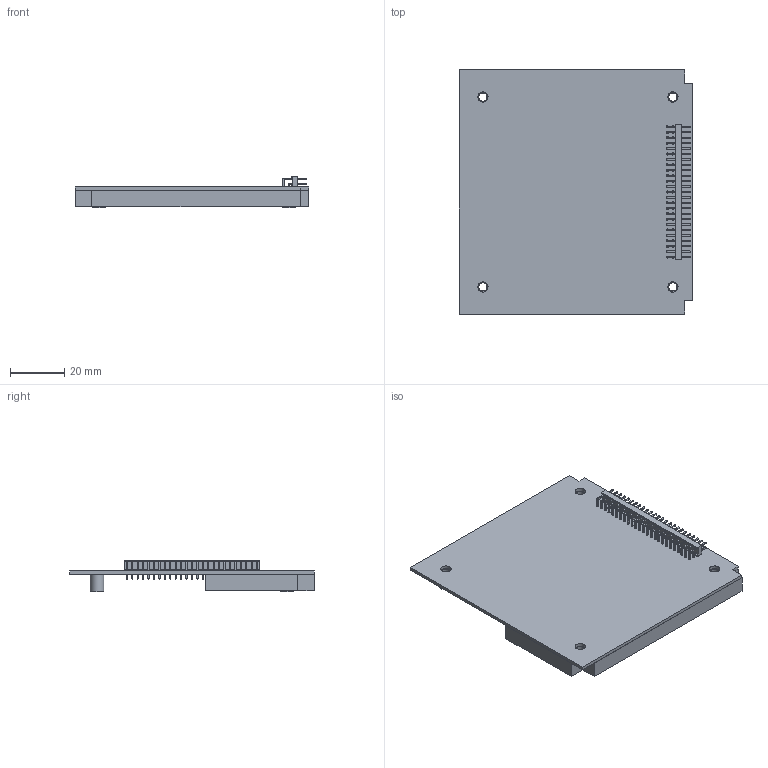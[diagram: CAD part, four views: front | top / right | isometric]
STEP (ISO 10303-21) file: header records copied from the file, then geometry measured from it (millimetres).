
FILE_DESCRIPTION(/* description */ (''),/* implementation_level */ '2;1');
FILE_NAME(/* name */ 'B4_OBC v3.step',/* time_stamp */ '2021-05-20T07:28:34+09:00',/* author */ (''),/* organization */ (''),/* preprocessor_version */ 'ST-DEVELOPER v18.1',/* originating_system */ 'Autodesk Translation Framework v10.6.0.1341',/* authorisation */ '');
FILE_SCHEMA (('AUTOMOTIVE_DESIGN { 1 0 10303 214 3 1 1 }'));
Length unit declared in the file: millimetre
Products named in the file (10): B4_OBC; B3_internal_board; B3_50pinL; RF_Shield; set5 v2; SPX_5; 6.5set; SPX_15; 0.5set; SPX_15_1
Assembly tree (12 placements, depth 3):
  B4_OBC
    B3_internal_board
    B3_50pinL
    RF_Shield
    set5 v2
      SPX_5  x2
    6.5set
      SPX_15  x2
    0.5set
      SPX_15_1  x2
Bounding box: 86 x 90 x 11.7 mm (x, y, z)
Volume: 14511.1 mm3; surface area: 27395 mm2
Topology: 9 solids, 9 shells, 1083 faces, 2392 edges, 1428 vertices
Faces by surface type: plane 555, cylinder 528
Full cylindrical faces by diameter (mm): 0.75 x44, 0.755 x2, 0.762 x2, 0.768 x2, 3 x6, 3.8 x6, 5 x6
Entity records: 29470 total; most frequent: DIRECTION 5204, CARTESIAN_POINT 4883, ORIENTED_EDGE 4748, EDGE_CURVE 2374, AXIS2_PLACEMENT_3D 1737, LINE 1730, VECTOR 1730, VERTEX_POINT 1416
